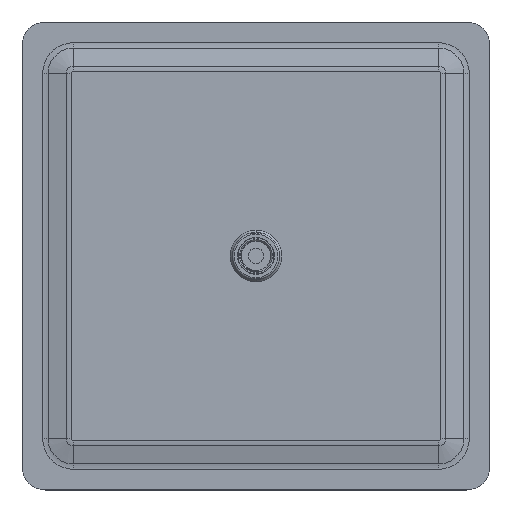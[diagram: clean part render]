
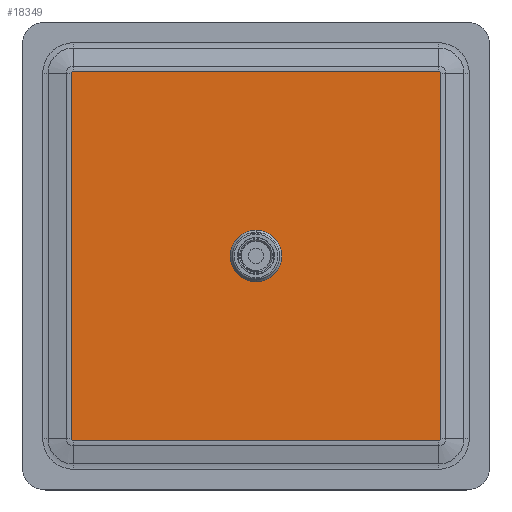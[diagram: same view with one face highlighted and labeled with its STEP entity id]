
A CAD part, top view. The second image highlights one B-rep face of the part: STEP entity #18349.
In plain terms, the highlighted planar face has unit normal (0, 0, 1).
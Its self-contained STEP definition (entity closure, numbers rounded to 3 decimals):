
#3105=CARTESIAN_POINT('',(117.,-117.,5.5));
#3106=DIRECTION('',(0.,0.,1.));
#3107=DIRECTION('',(0.,-1.,0.));
#3108=AXIS2_PLACEMENT_3D('',#3105,#3106,#3107);
#3110=DIRECTION('',(1.,0.,0.));
#3111=VECTOR('',#3110,234.);
#3112=CARTESIAN_POINT('',(-117.,-118.273,5.5));
#3113=LINE('',#3112,#3111);
#3114=CARTESIAN_POINT('',(-117.,-117.,5.5));
#3115=DIRECTION('',(0.,0.,1.));
#3116=DIRECTION('',(-1.,0.,0.));
#3117=AXIS2_PLACEMENT_3D('',#3114,#3115,#3116);
#3119=DIRECTION('',(0.,-1.,0.));
#3120=VECTOR('',#3119,234.);
#3121=CARTESIAN_POINT('',(-118.273,117.,5.5));
#3122=LINE('',#3121,#3120);
#3123=CARTESIAN_POINT('',(-117.,117.,5.5));
#3124=DIRECTION('',(0.,0.,1.));
#3125=DIRECTION('',(0.,1.,0.));
#3126=AXIS2_PLACEMENT_3D('',#3123,#3124,#3125);
#3128=DIRECTION('',(-1.,0.,0.));
#3129=VECTOR('',#3128,234.);
#3130=CARTESIAN_POINT('',(117.,118.273,5.5));
#3131=LINE('',#3130,#3129);
#3132=CARTESIAN_POINT('',(117.,117.,5.5));
#3133=DIRECTION('',(0.,0.,1.));
#3134=DIRECTION('',(1.,0.,0.));
#3135=AXIS2_PLACEMENT_3D('',#3132,#3133,#3134);
#3137=DIRECTION('',(0.,1.,0.));
#3138=VECTOR('',#3137,234.);
#3139=CARTESIAN_POINT('',(118.273,-117.,5.5));
#3140=LINE('',#3139,#3138);
#3141=CARTESIAN_POINT('',(0.,0.,5.5));
#3142=DIRECTION('',(0.,0.,-1.));
#3143=DIRECTION('',(0.,-1.,0.));
#3144=AXIS2_PLACEMENT_3D('',#3141,#3142,#3143);
#3146=CARTESIAN_POINT('',(0.,0.,5.5));
#3147=DIRECTION('',(0.,0.,-1.));
#3148=DIRECTION('',(0.,1.,0.));
#3149=AXIS2_PLACEMENT_3D('',#3146,#3147,#3148);
#12314=CARTESIAN_POINT('',(0.,-16.5,5.5));
#12315=VERTEX_POINT('',#12314);
#12316=CARTESIAN_POINT('',(0.,16.5,5.5));
#12317=VERTEX_POINT('',#12316);
#12490=CARTESIAN_POINT('',(117.,-118.273,5.5));
#12491=CARTESIAN_POINT('',(118.273,-117.,5.5));
#12492=VERTEX_POINT('',#12490);
#12493=VERTEX_POINT('',#12491);
#12498=CARTESIAN_POINT('',(118.273,117.,5.5));
#12499=VERTEX_POINT('',#12498);
#12502=CARTESIAN_POINT('',(117.,118.273,5.5));
#12503=VERTEX_POINT('',#12502);
#12506=CARTESIAN_POINT('',(-117.,118.273,5.5));
#12507=VERTEX_POINT('',#12506);
#12510=CARTESIAN_POINT('',(-118.273,117.,5.5));
#12511=VERTEX_POINT('',#12510);
#12514=CARTESIAN_POINT('',(-118.273,-117.,5.5));
#12515=VERTEX_POINT('',#12514);
#12518=CARTESIAN_POINT('',(-117.,-118.273,5.5));
#12519=VERTEX_POINT('',#12518);
#18321=CARTESIAN_POINT('',(0.,0.,5.5));
#18322=DIRECTION('',(0.,0.,-1.));
#18323=DIRECTION('',(1.,0.,0.));
#18324=AXIS2_PLACEMENT_3D('',#18321,#18322,#18323);
#18325=PLANE('',#18324);
#18327=ORIENTED_EDGE('',*,*,#18326,.F.);
#18329=ORIENTED_EDGE('',*,*,#18328,.F.);
#18331=ORIENTED_EDGE('',*,*,#18330,.F.);
#18333=ORIENTED_EDGE('',*,*,#18332,.F.);
#18335=ORIENTED_EDGE('',*,*,#18334,.F.);
#18337=ORIENTED_EDGE('',*,*,#18336,.F.);
#18338=ORIENTED_EDGE('',*,*,#18311,.F.);
#18340=ORIENTED_EDGE('',*,*,#18339,.F.);
#18341=EDGE_LOOP('',(#18327,#18329,#18331,#18333,#18335,#18337,#18338,#18340));
#18342=FACE_OUTER_BOUND('',#18341,.F.);
#18344=ORIENTED_EDGE('',*,*,#18343,.F.);
#18346=ORIENTED_EDGE('',*,*,#18345,.F.);
#18347=EDGE_LOOP('',(#18344,#18346));
#18348=FACE_BOUND('',#18347,.F.);
#18349=ADVANCED_FACE('',(#18342,#18348),#18325,.F.);
#3109=CIRCLE('',#3108,1.273);
#3118=CIRCLE('',#3117,1.273);
#3127=CIRCLE('',#3126,1.273);
#3136=CIRCLE('',#3135,1.273);
#3145=CIRCLE('',#3144,16.5);
#3150=CIRCLE('',#3149,16.5);
#18311=EDGE_CURVE('',#12499,#12503,#3136,.T.);
#18326=EDGE_CURVE('',#12492,#12493,#3109,.T.);
#18328=EDGE_CURVE('',#12519,#12492,#3113,.T.);
#18330=EDGE_CURVE('',#12515,#12519,#3118,.T.);
#18332=EDGE_CURVE('',#12511,#12515,#3122,.T.);
#18334=EDGE_CURVE('',#12507,#12511,#3127,.T.);
#18336=EDGE_CURVE('',#12503,#12507,#3131,.T.);
#18339=EDGE_CURVE('',#12493,#12499,#3140,.T.);
#18343=EDGE_CURVE('',#12315,#12317,#3145,.T.);
#18345=EDGE_CURVE('',#12317,#12315,#3150,.T.);
